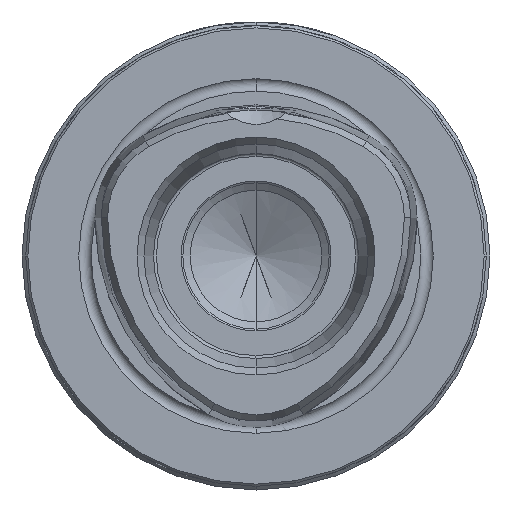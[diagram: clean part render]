
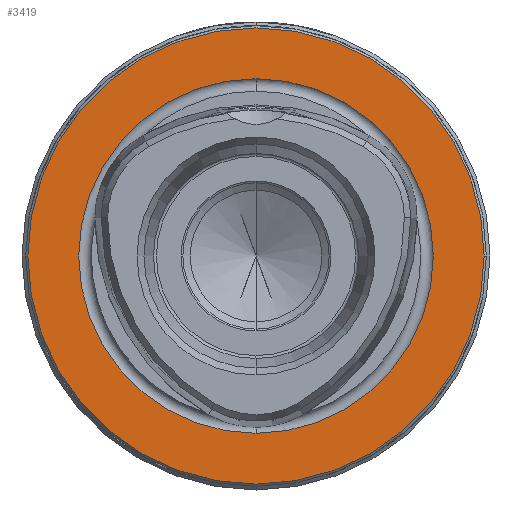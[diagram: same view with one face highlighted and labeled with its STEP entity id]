
A CAD part, front view. The second image highlights one B-rep face of the part: STEP entity #3419.
In plain terms, the highlighted planar face has unit normal (0, -1, 0).
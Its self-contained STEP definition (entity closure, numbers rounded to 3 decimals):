
#1177=CARTESIAN_POINT('',(0.,0.,
0.));
#1178=DIRECTION('',(0.,-1.,0.));
#1179=DIRECTION('',(1.,0.,0.));
#1180=AXIS2_PLACEMENT_3D('',#1177,#1178,#1179);
#1182=CARTESIAN_POINT('',(0.,0.,
0.));
#1183=DIRECTION('',(0.,-1.,0.));
#1184=DIRECTION('',(-1.,0.,0.));
#1185=AXIS2_PLACEMENT_3D('',#1182,#1183,#1184);
#1187=CARTESIAN_POINT('',(0.,0.,0.));
#1188=DIRECTION('',(0.,-1.,0.));
#1189=DIRECTION('',(0.,0.,-1.));
#1190=AXIS2_PLACEMENT_3D('',#1187,#1188,#1189);
#1192=CARTESIAN_POINT('',(0.,0.,0.));
#1193=DIRECTION('',(0.,-1.,0.));
#1194=DIRECTION('',(0.,0.,1.));
#1195=AXIS2_PLACEMENT_3D('',#1192,#1193,#1194);
#2072=CARTESIAN_POINT('',(31.2,0.,
0.));
#2073=CARTESIAN_POINT('',(-31.2,0.,0.));
#2074=VERTEX_POINT('',#2072);
#2075=VERTEX_POINT('',#2073);
#2080=CARTESIAN_POINT('',(0.,0.,-24.25));
#2081=CARTESIAN_POINT('',(0.,0.,24.25));
#2082=VERTEX_POINT('',#2080);
#2083=VERTEX_POINT('',#2081);
#3404=CARTESIAN_POINT('',(0.,0.,0.));
#3405=DIRECTION('',(0.,-1.,0.));
#3406=DIRECTION('',(-1.,0.,0.));
#3407=AXIS2_PLACEMENT_3D('',#3404,#3405,#3406);
#3408=PLANE('',#3407);
#3410=ORIENTED_EDGE('',*,*,#3409,.F.);
#3412=ORIENTED_EDGE('',*,*,#3411,.F.);
#3413=EDGE_LOOP('',(#3410,#3412));
#3414=FACE_OUTER_BOUND('',#3413,.F.);
#3415=ORIENTED_EDGE('',*,*,#2567,.T.);
#3416=ORIENTED_EDGE('',*,*,#2432,.T.);
#3417=EDGE_LOOP('',(#3415,#3416));
#3418=FACE_BOUND('',#3417,.F.);
#3419=ADVANCED_FACE('',(#3414,#3418),#3408,.T.);
#1181=CIRCLE('',#1180,31.2);
#1186=CIRCLE('',#1185,31.2);
#1191=CIRCLE('',#1190,24.25);
#1196=CIRCLE('',#1195,24.25);
#2432=EDGE_CURVE('',#2083,#2082,#1196,.T.);
#2567=EDGE_CURVE('',#2082,#2083,#1191,.T.);
#3409=EDGE_CURVE('',#2074,#2075,#1181,.T.);
#3411=EDGE_CURVE('',#2075,#2074,#1186,.T.);
